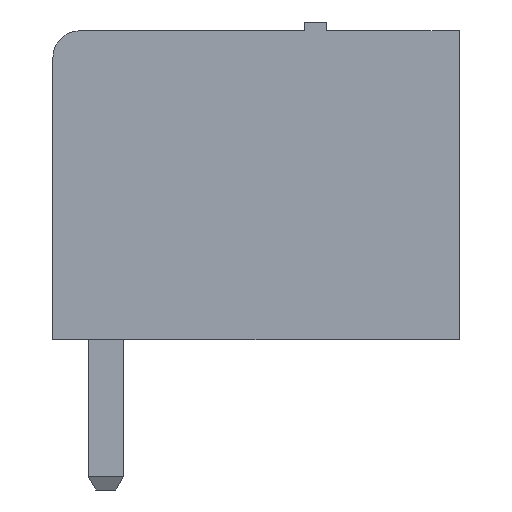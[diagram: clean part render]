
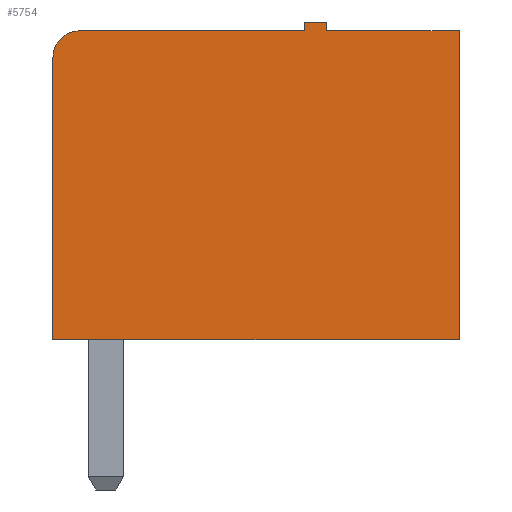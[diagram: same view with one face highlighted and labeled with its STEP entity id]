
A CAD part, left-side view. The second image highlights one B-rep face of the part: STEP entity #5754.
In plain terms, the highlighted planar face has unit normal (-1, 0, 0).
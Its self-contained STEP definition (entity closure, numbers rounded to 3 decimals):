
#22 = DIRECTION ( 'NONE',  ( 0., -1., 0. ) ) ;
#44 = VERTEX_POINT ( 'NONE', #6040 ) ;
#265 = VERTEX_POINT ( 'NONE', #1668 ) ;
#298 = ORIENTED_EDGE ( 'NONE', *, *, #1251, .T. ) ;
#617 = DIRECTION ( 'NONE',  ( 0., -1., 0. ) ) ;
#700 = LINE ( 'NONE', #4343, #6335 ) ;
#880 = EDGE_CURVE ( 'NONE', #265, #2016, #3153, .T. ) ;
#1000 = DIRECTION ( 'NONE',  ( 0., 0., -1. ) ) ;
#1041 = FACE_OUTER_BOUND ( 'NONE', #5430, .T. ) ;
#1178 = CARTESIAN_POINT ( 'NONE',  ( -2.15, 1.2, 7. ) ) ;
#1251 = EDGE_CURVE ( 'NONE', #5724, #1375, #2937, .T. ) ;
#1375 = VERTEX_POINT ( 'NONE', #4674 ) ;
#1492 = EDGE_CURVE ( 'NONE', #1375, #2016, #4868, .T. ) ;
#1546 = VECTOR ( 'NONE', #22, 1000. ) ;
#1646 = CARTESIAN_POINT ( 'NONE',  ( -2.15, 1.2, 7. ) ) ;
#1668 = CARTESIAN_POINT ( 'NONE',  ( -2.15, -8., 7. ) ) ;
#1891 = VERTEX_POINT ( 'NONE', #3769 ) ;
#1931 = DIRECTION ( 'NONE',  ( 0., 1., 0. ) ) ;
#1994 = DIRECTION ( 'NONE',  ( 1., 0., 0. ) ) ;
#2016 = VERTEX_POINT ( 'NONE', #5400 ) ;
#2024 = CARTESIAN_POINT ( 'NONE',  ( -2.15, -5., 7. ) ) ;
#2102 = DIRECTION ( 'NONE',  ( 0., 0., -1. ) ) ;
#2190 = CARTESIAN_POINT ( 'NONE',  ( -2.15, 0.6, 7. ) ) ;
#2206 = CARTESIAN_POINT ( 'NONE',  ( -2.15, 1.2, 0. ) ) ;
#2266 = VECTOR ( 'NONE', #6190, 1000. ) ;
#2325 = ORIENTED_EDGE ( 'NONE', *, *, #5506, .F. ) ;
#2511 = CIRCLE ( 'NONE', #4904, 0.6 ) ;
#2815 = EDGE_CURVE ( 'NONE', #4770, #44, #6157, .T. ) ;
#2937 = LINE ( 'NONE', #5255, #6296 ) ;
#2984 = DIRECTION ( 'NONE',  ( -1., 0., 0. ) ) ;
#3050 = DIRECTION ( 'NONE',  ( 0., 1., 0. ) ) ;
#3153 = LINE ( 'NONE', #3249, #4443 ) ;
#3249 = CARTESIAN_POINT ( 'NONE',  ( -2.15, -8., 7. ) ) ;
#3492 = ORIENTED_EDGE ( 'NONE', *, *, #4791, .F. ) ;
#3526 = CARTESIAN_POINT ( 'NONE',  ( -2.15, -4.5, 7. ) ) ;
#3640 = CARTESIAN_POINT ( 'NONE',  ( -2.15, -4.5, 7. ) ) ;
#3732 = DIRECTION ( 'NONE',  ( 0., 0., -1. ) ) ;
#3759 = ORIENTED_EDGE ( 'NONE', *, *, #880, .F. ) ;
#3769 = CARTESIAN_POINT ( 'NONE',  ( -2.15, -5., 7.2 ) ) ;
#4055 = CARTESIAN_POINT ( 'NONE',  ( -2.15, -5., 7.2 ) ) ;
#4136 = ORIENTED_EDGE ( 'NONE', *, *, #4191, .T. ) ;
#4191 = EDGE_CURVE ( 'NONE', #5578, #5724, #2511, .T. ) ;
#4308 = DIRECTION ( 'NONE',  ( 0., -1., 0. ) ) ;
#4343 = CARTESIAN_POINT ( 'NONE',  ( -2.15, -5., 7. ) ) ;
#4381 = VECTOR ( 'NONE', #4308, 1000. ) ;
#4443 = VECTOR ( 'NONE', #2102, 1000. ) ;
#4473 = ORIENTED_EDGE ( 'NONE', *, *, #5601, .F. ) ;
#4674 = CARTESIAN_POINT ( 'NONE',  ( -2.15, 1.2, 0. ) ) ;
#4770 = VERTEX_POINT ( 'NONE', #3640 ) ;
#4776 = LINE ( 'NONE', #1646, #4934 ) ;
#4791 = EDGE_CURVE ( 'NONE', #44, #1891, #6710, .T. ) ;
#4868 = LINE ( 'NONE', #2206, #6390 ) ;
#4893 = ORIENTED_EDGE ( 'NONE', *, *, #1492, .T. ) ;
#4904 = AXIS2_PLACEMENT_3D ( 'NONE', #6599, #2984, #1931 ) ;
#4934 = VECTOR ( 'NONE', #617, 1000. ) ;
#4996 = ORIENTED_EDGE ( 'NONE', *, *, #5929, .F. ) ;
#5095 = CARTESIAN_POINT ( 'NONE',  ( -2.15, 1.2, 6.4 ) ) ;
#5197 = CARTESIAN_POINT ( 'NONE',  ( -2.15, 1.2, 7. ) ) ;
#5255 = CARTESIAN_POINT ( 'NONE',  ( -2.15, 1.2, 7. ) ) ;
#5257 = AXIS2_PLACEMENT_3D ( 'NONE', #5197, #1994, #3050 ) ;
#5400 = CARTESIAN_POINT ( 'NONE',  ( -2.15, -8., 0. ) ) ;
#5430 = EDGE_LOOP ( 'NONE', ( #4996, #4136, #298, #4893, #3759, #4473, #2325, #3492, #6686 ) ) ;
#5506 = EDGE_CURVE ( 'NONE', #1891, #5741, #700, .T. ) ;
#5578 = VERTEX_POINT ( 'NONE', #2190 ) ;
#5601 = EDGE_CURVE ( 'NONE', #5741, #265, #5882, .T. ) ;
#5724 = VERTEX_POINT ( 'NONE', #5095 ) ;
#5741 = VERTEX_POINT ( 'NONE', #2024 ) ;
#5754 = ADVANCED_FACE ( 'NONE', ( #1041 ), #6663, .F. ) ;
#5882 = LINE ( 'NONE', #1178, #4381 ) ;
#5897 = DIRECTION ( 'NONE',  ( 0., -1., 0. ) ) ;
#5929 = EDGE_CURVE ( 'NONE', #5578, #4770, #4776, .T. ) ;
#6040 = CARTESIAN_POINT ( 'NONE',  ( -2.15, -4.5, 7.2 ) ) ;
#6157 = LINE ( 'NONE', #3526, #2266 ) ;
#6190 = DIRECTION ( 'NONE',  ( 0., 0., 1. ) ) ;
#6296 = VECTOR ( 'NONE', #1000, 1000. ) ;
#6335 = VECTOR ( 'NONE', #3732, 1000. ) ;
#6390 = VECTOR ( 'NONE', #5897, 1000. ) ;
#6599 = CARTESIAN_POINT ( 'NONE',  ( -2.15, 0.6, 6.4 ) ) ;
#6663 = PLANE ( 'NONE',  #5257 ) ;
#6686 = ORIENTED_EDGE ( 'NONE', *, *, #2815, .F. ) ;
#6710 = LINE ( 'NONE', #4055, #1546 ) ;
